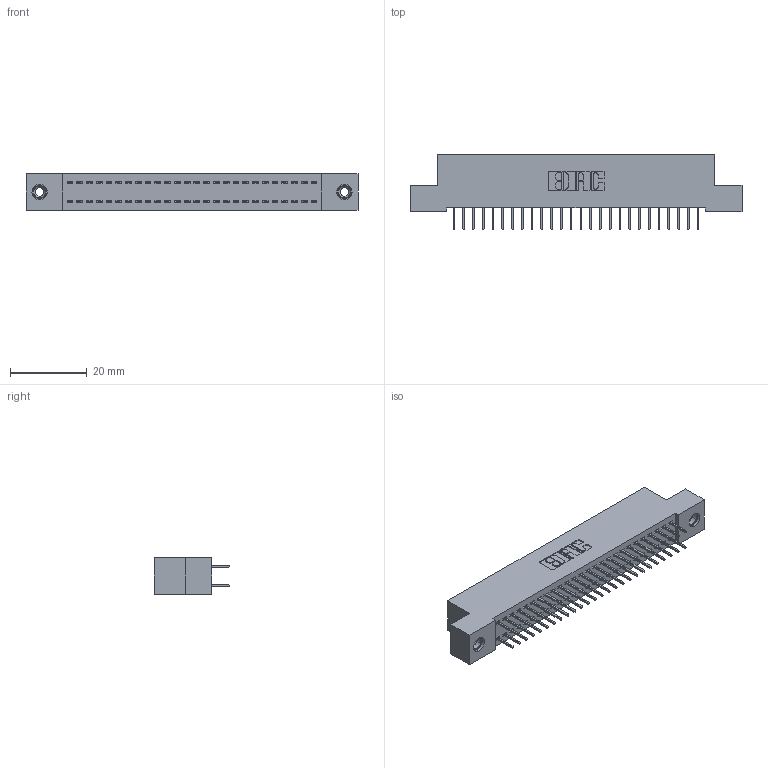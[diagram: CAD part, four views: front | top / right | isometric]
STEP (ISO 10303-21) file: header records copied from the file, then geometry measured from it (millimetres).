
FILE_DESCRIPTION (( 'STEP AP203' ), '1' );
FILE_NAME ('392-052-524-208.STEP', '2018-08-17T05:09:21', ( '' ), ( '' ), 'SwSTEP 2.0', 'SolidWorks 2016', '' );
FILE_SCHEMA (( 'CONFIG_CONTROL_DESIGN' ));
Length unit declared in the file: inch
Products named in the file (4): 342 Part_TI; 345-292-001_345-293-124; 345-250-001_345-250-003-102; 392-052-524-208
Assembly tree (55 placements, depth 2):
  392-052-524-208
    342 Part_TI
    345-292-001_345-293-124  x52
    345-250-001_345-250-003-102  x2
Bounding box: 86.36 x 19.69 x 9.4 mm (x, y, z)
Volume: 7599.3 mm3; surface area: 11781.1 mm2
Topology: 55 solids, 55 shells, 3082 faces, 8703 edges, 5586 vertices
Faces by surface type: plane 2282, cylinder 784, cone 12, torus 4
Entity records: 19924 total; most frequent: CARTESIAN_POINT 3301, ORIENTED_EDGE 3230, DIRECTION 2881, EDGE_CURVE 1615, VECTOR 1471, LINE 1471, VERTEX_POINT 1068, AXIS2_PLACEMENT_3D 705
